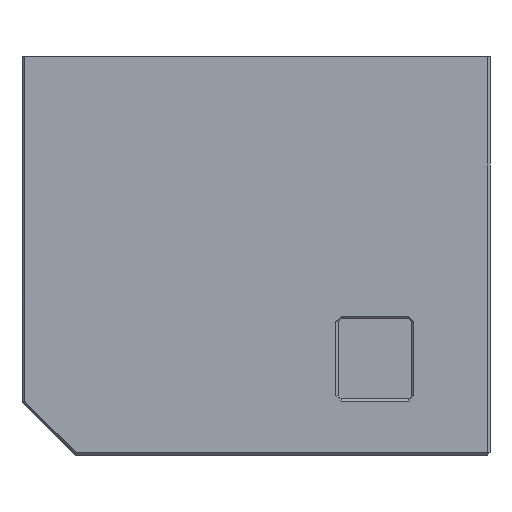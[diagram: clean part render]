
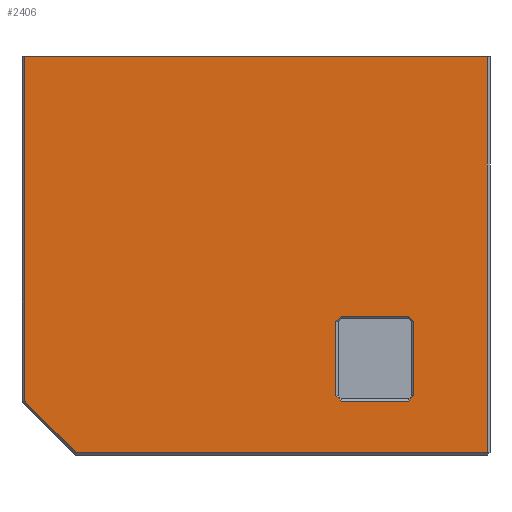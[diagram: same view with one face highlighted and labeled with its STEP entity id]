
A CAD part, left-side view. The second image highlights one B-rep face of the part: STEP entity #2406.
In plain terms, the highlighted planar face has unit normal (-1, 0, 0).
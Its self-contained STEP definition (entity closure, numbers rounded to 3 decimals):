
#92 = ORIENTED_EDGE ( 'NONE', *, *, #3895, .F. ) ;
#200 = EDGE_CURVE ( 'NONE', #7633, #5929, #6568, .T. ) ;
#312 = AXIS2_PLACEMENT_3D ( 'NONE', #4344, #5768, #5023 ) ;
#363 = VECTOR ( 'NONE', #366, 1000. ) ;
#366 = DIRECTION ( 'NONE',  ( 0., -0.707, -0.707 ) ) ;
#374 = CARTESIAN_POINT ( 'NONE',  ( -104.775, -15.041, 25.141 ) ) ;
#510 = CARTESIAN_POINT ( 'NONE',  ( -104.775, -29.741, 75. ) ) ;
#554 = VECTOR ( 'NONE', #4859, 1000. ) ;
#769 = ORIENTED_EDGE ( 'NONE', *, *, #1949, .T. ) ;
#780 = CARTESIAN_POINT ( 'NONE',  ( -104.775, -44.05, 75. ) ) ;
#923 = CARTESIAN_POINT ( 'NONE',  ( -104.775, 33.696, 0.354 ) ) ;
#1040 = VERTEX_POINT ( 'NONE', #4746 ) ;
#1148 = CARTESIAN_POINT ( 'NONE',  ( -104.775, 43.55, 75. ) ) ;
#1193 = DIRECTION ( 'NONE',  ( 0., 0., -1. ) ) ;
#1340 = CARTESIAN_POINT ( 'NONE',  ( -104.775, -29.741, 11.191 ) ) ;
#1435 = CARTESIAN_POINT ( 'NONE',  ( -104.775, 43.55, 10.207 ) ) ;
#1467 = VERTEX_POINT ( 'NONE', #374 ) ;
#1469 = DIRECTION ( 'NONE',  ( 0., -1., 0. ) ) ;
#1690 = ORIENTED_EDGE ( 'NONE', *, *, #200, .T. ) ;
#1747 = CARTESIAN_POINT ( 'NONE',  ( -104.775, -44.05, 26.141 ) ) ;
#1864 = LINE ( 'NONE', #3082, #363 ) ;
#1916 = VERTEX_POINT ( 'NONE', #6369 ) ;
#1949 = EDGE_CURVE ( 'NONE', #5556, #4709, #8065, .T. ) ;
#1963 = LINE ( 'NONE', #5007, #7024 ) ;
#2278 = VECTOR ( 'NONE', #8827, 1000. ) ;
#2293 = DIRECTION ( 'NONE',  ( 0., -0.707, 0.707 ) ) ;
#2381 = VECTOR ( 'NONE', #8729, 1000. ) ;
#2403 = CARTESIAN_POINT ( 'NONE',  ( -104.775, -28.741, 26.141 ) ) ;
#2406 = ADVANCED_FACE ( 'NONE', ( #3266, #6278 ), #7100, .F. ) ;
#2455 = DIRECTION ( 'NONE',  ( 0., 0.707, 0.707 ) ) ;
#2474 = DIRECTION ( 'NONE',  ( 0., -1., 0. ) ) ;
#2889 = CARTESIAN_POINT ( 'NONE',  ( -104.775, -15.041, 11.191 ) ) ;
#2903 = ORIENTED_EDGE ( 'NONE', *, *, #5025, .F. ) ;
#2956 = ORIENTED_EDGE ( 'NONE', *, *, #4038, .F. ) ;
#3082 = CARTESIAN_POINT ( 'NONE',  ( -104.775, -16.041, 10.191 ) ) ;
#3145 = CARTESIAN_POINT ( 'NONE',  ( -104.775, 33.843, 0.5 ) ) ;
#3180 = CARTESIAN_POINT ( 'NONE',  ( -104.775, -43.55, 75. ) ) ;
#3266 = FACE_OUTER_BOUND ( 'NONE', #5765, .T. ) ;
#3324 = ORIENTED_EDGE ( 'NONE', *, *, #8139, .T. ) ;
#3373 = CARTESIAN_POINT ( 'NONE',  ( -104.775, -28.741, 26.141 ) ) ;
#3410 = ORIENTED_EDGE ( 'NONE', *, *, #8030, .T. ) ;
#3445 = VERTEX_POINT ( 'NONE', #2889 ) ;
#3577 = VECTOR ( 'NONE', #1193, 1000. ) ;
#3648 = LINE ( 'NONE', #4783, #7550 ) ;
#3851 = VERTEX_POINT ( 'NONE', #3373 ) ;
#3877 = DIRECTION ( 'NONE',  ( 0., -1., 0. ) ) ;
#3895 = EDGE_CURVE ( 'NONE', #6203, #4373, #6708, .T. ) ;
#4038 = EDGE_CURVE ( 'NONE', #7633, #6082, #7806, .T. ) ;
#4073 = EDGE_CURVE ( 'NONE', #3445, #1467, #1963, .T. ) ;
#4106 = VECTOR ( 'NONE', #2293, 1000. ) ;
#4205 = VERTEX_POINT ( 'NONE', #5802 ) ;
#4325 = DIRECTION ( 'NONE',  ( 0., -0.707, -0.707 ) ) ;
#4344 = CARTESIAN_POINT ( 'NONE',  ( -104.775, -44.05, 75. ) ) ;
#4373 = VERTEX_POINT ( 'NONE', #3180 ) ;
#4661 = ORIENTED_EDGE ( 'NONE', *, *, #6954, .F. ) ;
#4676 = VECTOR ( 'NONE', #1469, 1000. ) ;
#4709 = VERTEX_POINT ( 'NONE', #3145 ) ;
#4746 = CARTESIAN_POINT ( 'NONE',  ( -104.775, -29.741, 25.141 ) ) ;
#4783 = CARTESIAN_POINT ( 'NONE',  ( -104.775, -15.041, 25.141 ) ) ;
#4834 = EDGE_LOOP ( 'NONE', ( #5658, #8672, #8802, #2956, #1690, #4661, #8261, #2903 ) ) ;
#4859 = DIRECTION ( 'NONE',  ( 0., 0., 1. ) ) ;
#4888 = CARTESIAN_POINT ( 'NONE',  ( -104.775, -43.55, 75. ) ) ;
#5007 = CARTESIAN_POINT ( 'NONE',  ( -104.775, -15.041, 75. ) ) ;
#5023 = DIRECTION ( 'NONE',  ( 0., 0., -1. ) ) ;
#5025 = EDGE_CURVE ( 'NONE', #4205, #1467, #3648, .T. ) ;
#5034 = CARTESIAN_POINT ( 'NONE',  ( -104.775, -29.741, 11.191 ) ) ;
#5208 = LINE ( 'NONE', #510, #3577 ) ;
#5267 = CARTESIAN_POINT ( 'NONE',  ( -104.775, -44.05, 10.191 ) ) ;
#5443 = CARTESIAN_POINT ( 'NONE',  ( -104.775, -28.741, 10.191 ) ) ;
#5556 = VERTEX_POINT ( 'NONE', #1435 ) ;
#5563 = EDGE_CURVE ( 'NONE', #1916, #4373, #7525, .T. ) ;
#5653 = ORIENTED_EDGE ( 'NONE', *, *, #5563, .T. ) ;
#5658 = ORIENTED_EDGE ( 'NONE', *, *, #8633, .T. ) ;
#5661 = DIRECTION ( 'NONE',  ( 0., 0., 1. ) ) ;
#5765 = EDGE_LOOP ( 'NONE', ( #3410, #5653, #92, #3324, #769 ) ) ;
#5768 = DIRECTION ( 'NONE',  ( 1., 0., 0. ) ) ;
#5802 = CARTESIAN_POINT ( 'NONE',  ( -104.775, -16.041, 26.141 ) ) ;
#5839 = VECTOR ( 'NONE', #2455, 1000. ) ;
#5929 = VERTEX_POINT ( 'NONE', #7951 ) ;
#6082 = VERTEX_POINT ( 'NONE', #1340 ) ;
#6126 = LINE ( 'NONE', #1747, #8548 ) ;
#6189 = VECTOR ( 'NONE', #4325, 1000. ) ;
#6203 = VERTEX_POINT ( 'NONE', #7095 ) ;
#6278 = FACE_BOUND ( 'NONE', #4834, .T. ) ;
#6369 = CARTESIAN_POINT ( 'NONE',  ( -104.775, -43.55, 0.5 ) ) ;
#6455 = LINE ( 'NONE', #1148, #2278 ) ;
#6568 = LINE ( 'NONE', #5267, #2381 ) ;
#6708 = LINE ( 'NONE', #780, #4676 ) ;
#6909 = EDGE_CURVE ( 'NONE', #1040, #3851, #7692, .T. ) ;
#6954 = EDGE_CURVE ( 'NONE', #3445, #5929, #1864, .T. ) ;
#7024 = VECTOR ( 'NONE', #5661, 1000. ) ;
#7095 = CARTESIAN_POINT ( 'NONE',  ( -104.775, 43.55, 75. ) ) ;
#7100 = PLANE ( 'NONE',  #312 ) ;
#7109 = EDGE_CURVE ( 'NONE', #1040, #6082, #5208, .T. ) ;
#7321 = CARTESIAN_POINT ( 'NONE',  ( -104.775, -44.05, 0.5 ) ) ;
#7335 = VECTOR ( 'NONE', #2474, 1000. ) ;
#7525 = LINE ( 'NONE', #4888, #554 ) ;
#7550 = VECTOR ( 'NONE', #8271, 1000. ) ;
#7633 = VERTEX_POINT ( 'NONE', #5443 ) ;
#7692 = LINE ( 'NONE', #2403, #5839 ) ;
#7806 = LINE ( 'NONE', #5034, #4106 ) ;
#7951 = CARTESIAN_POINT ( 'NONE',  ( -104.775, -16.041, 10.191 ) ) ;
#8030 = EDGE_CURVE ( 'NONE', #4709, #1916, #8452, .T. ) ;
#8065 = LINE ( 'NONE', #923, #6189 ) ;
#8139 = EDGE_CURVE ( 'NONE', #6203, #5556, #6455, .T. ) ;
#8261 = ORIENTED_EDGE ( 'NONE', *, *, #4073, .T. ) ;
#8271 = DIRECTION ( 'NONE',  ( 0., 0.707, -0.707 ) ) ;
#8452 = LINE ( 'NONE', #7321, #7335 ) ;
#8548 = VECTOR ( 'NONE', #3877, 1000. ) ;
#8633 = EDGE_CURVE ( 'NONE', #4205, #3851, #6126, .T. ) ;
#8672 = ORIENTED_EDGE ( 'NONE', *, *, #6909, .F. ) ;
#8729 = DIRECTION ( 'NONE',  ( 0., 1., 0. ) ) ;
#8802 = ORIENTED_EDGE ( 'NONE', *, *, #7109, .T. ) ;
#8827 = DIRECTION ( 'NONE',  ( 0., 0., -1. ) ) ;
